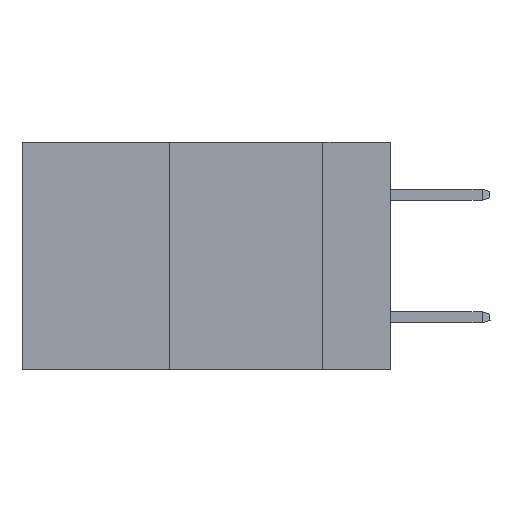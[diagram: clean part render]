
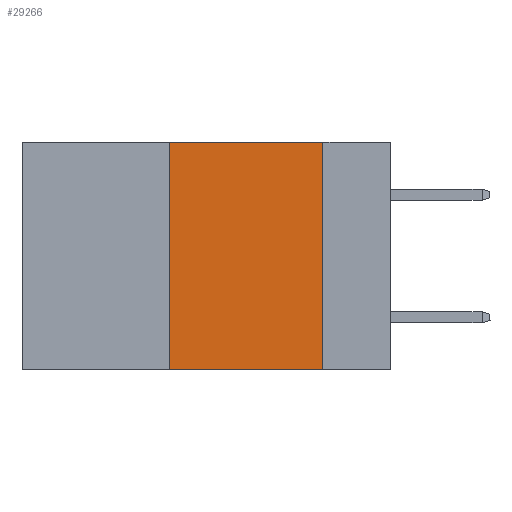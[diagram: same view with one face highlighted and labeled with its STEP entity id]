
A CAD part, left-side view. The second image highlights one B-rep face of the part: STEP entity #29266.
In plain terms, the highlighted planar face has unit normal (-1, 0, 0).
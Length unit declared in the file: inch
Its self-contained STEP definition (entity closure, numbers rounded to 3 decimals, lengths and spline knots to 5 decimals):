
#1897 = AXIS2_PLACEMENT_3D ( 'NONE', #36962, #25154, #15723 ) ;
#2375 = EDGE_CURVE ( 'NONE', #6312, #34881, #29853, .T. ) ;
#2577 = DIRECTION ( 'NONE',  ( 0., -1., 0. ) ) ;
#2598 = VECTOR ( 'NONE', #2577, 39.37008 ) ;
#4411 = VECTOR ( 'NONE', #24849, 39.37008 ) ;
#6278 = DIRECTION ( 'NONE',  ( 0., -1., 0. ) ) ;
#6312 = VERTEX_POINT ( 'NONE', #27468 ) ;
#8612 = ORIENTED_EDGE ( 'NONE', *, *, #11412, .F. ) ;
#11412 = EDGE_CURVE ( 'NONE', #34881, #29211, #12691, .T. ) ;
#11867 = CARTESIAN_POINT ( 'NONE',  ( 0., 0.6, 0. ) ) ;
#12691 = LINE ( 'NONE', #33398, #4411 ) ;
#13365 = FACE_OUTER_BOUND ( 'NONE', #34970, .T. ) ;
#15292 = CARTESIAN_POINT ( 'NONE',  ( 0., 0.36, 0. ) ) ;
#15347 = CARTESIAN_POINT ( 'NONE',  ( 0., 0.11, -0.37 ) ) ;
#15723 = DIRECTION ( 'NONE',  ( 0., 0., -1. ) ) ;
#16053 = LINE ( 'NONE', #15292, #26049 ) ;
#19435 = CARTESIAN_POINT ( 'NONE',  ( 0., 0.36, -0.37 ) ) ;
#21870 = PLANE ( 'NONE',  #1897 ) ;
#24609 = ORIENTED_EDGE ( 'NONE', *, *, #26405, .T. ) ;
#24849 = DIRECTION ( 'NONE',  ( 0., 0., -1. ) ) ;
#25154 = DIRECTION ( 'NONE',  ( 1., 0., 0. ) ) ;
#26049 = VECTOR ( 'NONE', #27247, 39.37008 ) ;
#26405 = EDGE_CURVE ( 'NONE', #32759, #29211, #33264, .T. ) ;
#27247 = DIRECTION ( 'NONE',  ( 0., 0., 1. ) ) ;
#27468 = CARTESIAN_POINT ( 'NONE',  ( 0., 0.36, 0. ) ) ;
#28398 = ORIENTED_EDGE ( 'NONE', *, *, #2375, .F. ) ;
#29211 = VERTEX_POINT ( 'NONE', #15347 ) ;
#29266 = ADVANCED_FACE ( 'NONE', ( #13365 ), #21870, .F. ) ;
#29550 = ORIENTED_EDGE ( 'NONE', *, *, #30373, .F. ) ;
#29853 = LINE ( 'NONE', #11867, #32876 ) ;
#30373 = EDGE_CURVE ( 'NONE', #32759, #6312, #16053, .T. ) ;
#32759 = VERTEX_POINT ( 'NONE', #19435 ) ;
#32876 = VECTOR ( 'NONE', #6278, 39.37008 ) ;
#33264 = LINE ( 'NONE', #37919, #2598 ) ;
#33398 = CARTESIAN_POINT ( 'NONE',  ( 0., 0.11, 0. ) ) ;
#34881 = VERTEX_POINT ( 'NONE', #35077 ) ;
#34970 = EDGE_LOOP ( 'NONE', ( #8612, #28398, #29550, #24609 ) ) ;
#35077 = CARTESIAN_POINT ( 'NONE',  ( 0., 0.11, 0. ) ) ;
#36962 = CARTESIAN_POINT ( 'NONE',  ( 0., 0.6, 0. ) ) ;
#37919 = CARTESIAN_POINT ( 'NONE',  ( 0., 0.6, -0.37 ) ) ;
